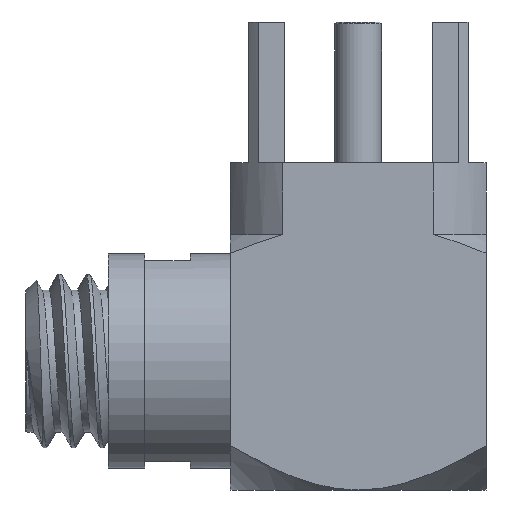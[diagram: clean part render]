
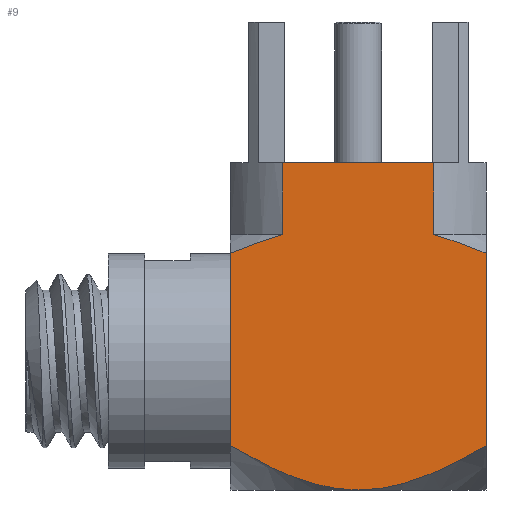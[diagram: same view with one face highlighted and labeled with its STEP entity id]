
A CAD part, front view. The second image highlights one B-rep face of the part: STEP entity #9.
In plain terms, the highlighted planar face has unit normal (0, -1, 0).
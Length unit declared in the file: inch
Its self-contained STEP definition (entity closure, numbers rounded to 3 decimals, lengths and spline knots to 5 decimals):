
#9 = ADVANCED_FACE ( 'NONE', ( #899 ), #1483, .F. ) ;
#38 = EDGE_CURVE ( 'NONE', #294, #63, #2344, .T. ) ;
#63 = VERTEX_POINT ( 'NONE', #3631 ) ;
#135 = CARTESIAN_POINT ( 'NONE',  ( 0.11854, -0.14, -0.10508 ) ) ;
#209 = EDGE_CURVE ( 'NONE', #2478, #1890, #4102, .T. ) ;
#287 = CARTESIAN_POINT ( 'NONE',  ( -0.03117, -0.14, -0.13823 ) ) ;
#294 = VERTEX_POINT ( 'NONE', #2071 ) ;
#309 = DIRECTION ( 'NONE',  ( 0., 0., -1. ) ) ;
#341 = EDGE_CURVE ( 'NONE', #1369, #2000, #430, .T. ) ;
#430 = LINE ( 'NONE', #703, #1443 ) ;
#550 = ORIENTED_EDGE ( 'NONE', *, *, #1920, .F. ) ;
#610 = CARTESIAN_POINT ( 'NONE',  ( -0.06144, -0.14, -0.13048 ) ) ;
#625 = CARTESIAN_POINT ( 'NONE',  ( 0.14, -0.14, 0.11823 ) ) ;
#630 = CARTESIAN_POINT ( 'NONE',  ( -0.12109, -0.14, 0.12594 ) ) ;
#689 = CARTESIAN_POINT ( 'NONE',  ( 0.14, -0.14, 0.11823 ) ) ;
#703 = CARTESIAN_POINT ( 'NONE',  ( 0.0825, -0.14, 0.13872 ) ) ;
#746 = VECTOR ( 'NONE', #309, 39.37008 ) ;
#761 = B_SPLINE_CURVE_WITH_KNOTS ( 'NONE', 3,
 ( #1218, #2591, #2015, #689 ),
 .UNSPECIFIED., .F., .F.,
 ( 4, 4 ),
 ( 0.01097, 0.01253 ),
 .UNSPECIFIED. ) ;
#813 = ORIENTED_EDGE ( 'NONE', *, *, #1345, .F. ) ;
#899 = FACE_OUTER_BOUND ( 'NONE', #4145, .T. ) ;
#1019 = CARTESIAN_POINT ( 'NONE',  ( 0.14, -0.14, 0.371 ) ) ;
#1218 = CARTESIAN_POINT ( 'NONE',  ( 0.0825, -0.14, 0.13872 ) ) ;
#1311 = CARTESIAN_POINT ( 'NONE',  ( 0.0825, -0.14, 0.21746 ) ) ;
#1345 = EDGE_CURVE ( 'NONE', #1564, #1484, #3023, .T. ) ;
#1369 = VERTEX_POINT ( 'NONE', #1311 ) ;
#1443 = VECTOR ( 'NONE', #3077, 39.37008 ) ;
#1479 = B_SPLINE_CURVE_WITH_KNOTS ( 'NONE', 3,
 ( #4314, #630, #1624, #3643 ),
 .UNSPECIFIED., .F., .F.,
 ( 4, 4 ),
 ( 0.00515, 0.0067 ),
 .UNSPECIFIED. ) ;
#1483 = PLANE ( 'NONE',  #2141 ) ;
#1484 = VERTEX_POINT ( 'NONE', #4319 ) ;
#1564 = VERTEX_POINT ( 'NONE', #3615 ) ;
#1603 = CARTESIAN_POINT ( 'NONE',  ( -0.09626, -0.14, -0.11696 ) ) ;
#1624 = CARTESIAN_POINT ( 'NONE',  ( -0.10199, -0.14, 0.133 ) ) ;
#1638 = EDGE_CURVE ( 'NONE', #63, #1369, #3800, .T. ) ;
#1657 = LINE ( 'NONE', #2276, #1973 ) ;
#1720 = VECTOR ( 'NONE', #2845, 39.37008 ) ;
#1736 = VERTEX_POINT ( 'NONE', #1802 ) ;
#1802 = CARTESIAN_POINT ( 'NONE',  ( -0.14, -0.14, 0.11823 ) ) ;
#1820 = CARTESIAN_POINT ( 'NONE',  ( 0.06146, -0.14, -0.13047 ) ) ;
#1890 = VERTEX_POINT ( 'NONE', #2684 ) ;
#1920 = EDGE_CURVE ( 'NONE', #1736, #294, #1479, .T. ) ;
#1973 = VECTOR ( 'NONE', #1990, 39.37008 ) ;
#1974 = CARTESIAN_POINT ( 'NONE',  ( 0., -0.14, -0.141 ) ) ;
#1990 = DIRECTION ( 'NONE',  ( 0., 0., -1. ) ) ;
#2000 = VERTEX_POINT ( 'NONE', #3472 ) ;
#2015 = CARTESIAN_POINT ( 'NONE',  ( 0.12121, -0.14, 0.1259 ) ) ;
#2071 = CARTESIAN_POINT ( 'NONE',  ( -0.0825, -0.14, 0.13872 ) ) ;
#2141 = AXIS2_PLACEMENT_3D ( 'NONE', #4266, #3661, #3614 ) ;
#2269 = DIRECTION ( 'NONE',  ( 0., 0., 1. ) ) ;
#2276 = CARTESIAN_POINT ( 'NONE',  ( -0.14, -0.14, 0.371 ) ) ;
#2280 = EDGE_CURVE ( 'NONE', #2000, #2478, #761, .T. ) ;
#2319 = CARTESIAN_POINT ( 'NONE',  ( -0.14, -0.14, -0.09234 ) ) ;
#2344 = LINE ( 'NONE', #4302, #2602 ) ;
#2478 = VERTEX_POINT ( 'NONE', #625 ) ;
#2517 = CARTESIAN_POINT ( 'NONE',  ( 0.04957, -0.14, -0.13425 ) ) ;
#2548 = CARTESIAN_POINT ( 'NONE',  ( -0.0825, -0.14, 0.21746 ) ) ;
#2591 = CARTESIAN_POINT ( 'NONE',  ( 0.10214, -0.14, 0.13296 ) ) ;
#2602 = VECTOR ( 'NONE', #2269, 39.37008 ) ;
#2606 = EDGE_CURVE ( 'NONE', #1736, #1484, #1657, .T. ) ;
#2666 = ORIENTED_EDGE ( 'NONE', *, *, #2280, .F. ) ;
#2667 = CARTESIAN_POINT ( 'NONE',  ( -0.02491, -0.14, -0.13927 ) ) ;
#2684 = CARTESIAN_POINT ( 'NONE',  ( 0.14, -0.14, -0.09234 ) ) ;
#2685 = CARTESIAN_POINT ( 'NONE',  ( -0.11852, -0.14, -0.10508 ) ) ;
#2845 = DIRECTION ( 'NONE',  ( 1., 0., 0. ) ) ;
#2921 = CARTESIAN_POINT ( 'NONE',  ( 0.09628, -0.14, -0.11695 ) ) ;
#3016 = ORIENTED_EDGE ( 'NONE', *, *, #3546, .F. ) ;
#3023 = B_SPLINE_CURVE_WITH_KNOTS ( 'NONE', 3,
 ( #1974, #4020, #3332, #2667, #287, #3030, #610, #1603, #2685, #2319 ),
 .UNSPECIFIED., .F., .F.,
 ( 4, 2, 2, 2, 4 ),
 ( 0.01294, 0.01341, 0.01389, 0.01483, 0.01673 ),
 .UNSPECIFIED. ) ;
#3030 = CARTESIAN_POINT ( 'NONE',  ( -0.04957, -0.14, -0.13425 ) ) ;
#3077 = DIRECTION ( 'NONE',  ( 0., 0., -1. ) ) ;
#3217 = B_SPLINE_CURVE_WITH_KNOTS ( 'NONE', 3,
 ( #3917, #135, #2921, #1820, #2517, #4240, #3902, #3227 ),
 .UNSPECIFIED., .F., .F.,
 ( 4, 2, 2, 4 ),
 ( 0.00915, 0.01105, 0.01199, 0.01294 ),
 .UNSPECIFIED. ) ;
#3227 = CARTESIAN_POINT ( 'NONE',  ( 0., -0.14, -0.141 ) ) ;
#3332 = CARTESIAN_POINT ( 'NONE',  ( -0.01245, -0.14, -0.14065 ) ) ;
#3472 = CARTESIAN_POINT ( 'NONE',  ( 0.0825, -0.14, 0.13872 ) ) ;
#3499 = ORIENTED_EDGE ( 'NONE', *, *, #2606, .T. ) ;
#3546 = EDGE_CURVE ( 'NONE', #1890, #1564, #3217, .T. ) ;
#3614 = DIRECTION ( 'NONE',  ( 0., 0., 1. ) ) ;
#3615 = CARTESIAN_POINT ( 'NONE',  ( 0., -0.14, -0.141 ) ) ;
#3631 = CARTESIAN_POINT ( 'NONE',  ( -0.0825, -0.14, 0.21746 ) ) ;
#3643 = CARTESIAN_POINT ( 'NONE',  ( -0.0825, -0.14, 0.13872 ) ) ;
#3661 = DIRECTION ( 'NONE',  ( 0., 1., 0. ) ) ;
#3800 = LINE ( 'NONE', #2548, #1720 ) ;
#3884 = ORIENTED_EDGE ( 'NONE', *, *, #38, .F. ) ;
#3902 = CARTESIAN_POINT ( 'NONE',  ( 0.01244, -0.14, -0.141 ) ) ;
#3917 = CARTESIAN_POINT ( 'NONE',  ( 0.14, -0.14, -0.09234 ) ) ;
#4020 = CARTESIAN_POINT ( 'NONE',  ( -0.00622, -0.14, -0.141 ) ) ;
#4102 = LINE ( 'NONE', #1019, #746 ) ;
#4145 = EDGE_LOOP ( 'NONE', ( #4235, #3884, #550, #3499, #813, #3016, #4214, #2666, #4272 ) ) ;
#4214 = ORIENTED_EDGE ( 'NONE', *, *, #209, .F. ) ;
#4235 = ORIENTED_EDGE ( 'NONE', *, *, #1638, .F. ) ;
#4240 = CARTESIAN_POINT ( 'NONE',  ( 0.02495, -0.14, -0.13957 ) ) ;
#4266 = CARTESIAN_POINT ( 'NONE',  ( -0.14, -0.14, 0.371 ) ) ;
#4272 = ORIENTED_EDGE ( 'NONE', *, *, #341, .F. ) ;
#4302 = CARTESIAN_POINT ( 'NONE',  ( -0.0825, -0.14, 0.13872 ) ) ;
#4314 = CARTESIAN_POINT ( 'NONE',  ( -0.14, -0.14, 0.11823 ) ) ;
#4319 = CARTESIAN_POINT ( 'NONE',  ( -0.14, -0.14, -0.09234 ) ) ;
